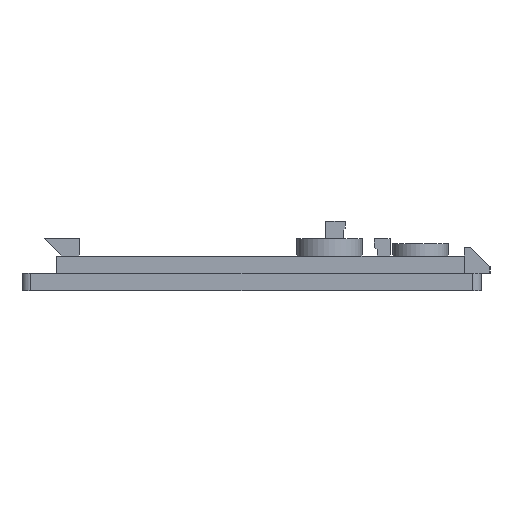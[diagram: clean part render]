
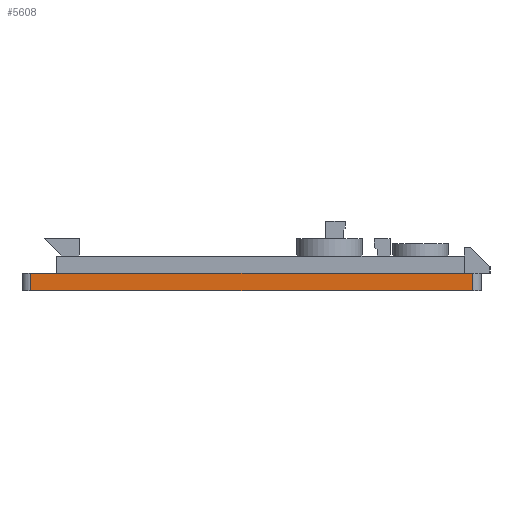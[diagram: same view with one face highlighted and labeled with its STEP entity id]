
A CAD part, left-side view. The second image highlights one B-rep face of the part: STEP entity #5608.
In plain terms, the highlighted planar face has unit normal (-1, 0, 0).
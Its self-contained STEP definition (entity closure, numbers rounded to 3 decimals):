
#1561=CARTESIAN_POINT('',(0.,1.,0.));
#1562=VERTEX_POINT('',#1561);
#1570=CARTESIAN_POINT('',(0.,52.,0.));
#1571=VERTEX_POINT('',#1570);
#1572=CARTESIAN_POINT('',(0.,1.,0.));
#1573=DIRECTION('',(0.,1.,0.));
#1574=VECTOR('',#1573,51.);
#1575=LINE('',#1572,#1574);
#1576=EDGE_CURVE('',#1562,#1571,#1575,.T.);
#5294=CARTESIAN_POINT('',(0.,52.,2.));
#5295=VERTEX_POINT('',#5294);
#5303=CARTESIAN_POINT('',(0.,1.,2.));
#5304=VERTEX_POINT('',#5303);
#5305=CARTESIAN_POINT('',(0.,1.,2.));
#5306=DIRECTION('',(0.,1.,0.));
#5307=VECTOR('',#5306,51.);
#5308=LINE('',#5305,#5307);
#5309=EDGE_CURVE('',#5304,#5295,#5308,.T.);
#5587=CARTESIAN_POINT('',(0.,26.5,2.));
#5588=DIRECTION('',(-1.,0.,0.));
#5589=DIRECTION('',(0.,0.,1.));
#5590=AXIS2_PLACEMENT_3D('',#5587,#5588,#5589);
#5591=PLANE('',#5590);
#5592=ORIENTED_EDGE('',*,*,#1576,.F.);
#5593=CARTESIAN_POINT('',(0.,1.,0.));
#5594=DIRECTION('',(0.,0.,1.));
#5595=VECTOR('',#5594,2.);
#5596=LINE('',#5593,#5595);
#5597=EDGE_CURVE('',#1562,#5304,#5596,.T.);
#5598=ORIENTED_EDGE('',*,*,#5597,.T.);
#5599=ORIENTED_EDGE('',*,*,#5309,.T.);
#5600=CARTESIAN_POINT('',(0.,52.,2.));
#5601=DIRECTION('',(-0.,-0.,-1.));
#5602=VECTOR('',#5601,2.);
#5603=LINE('',#5600,#5602);
#5604=EDGE_CURVE('',#5295,#1571,#5603,.T.);
#5605=ORIENTED_EDGE('',*,*,#5604,.T.);
#5606=EDGE_LOOP('',(#5592,#5598,#5599,#5605));
#5607=FACE_BOUND('',#5606,.T.);
#5608=ADVANCED_FACE('',(#5607),#5591,.T.);
